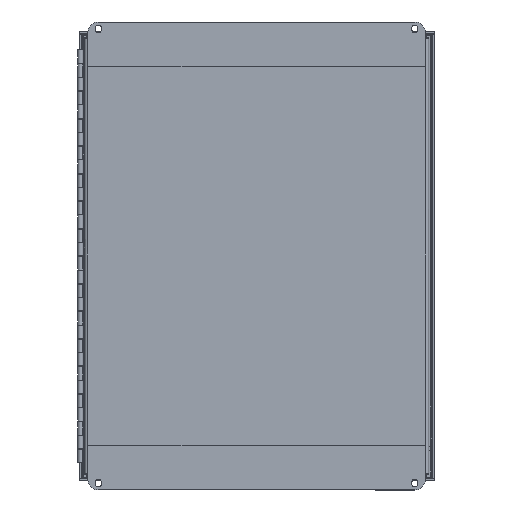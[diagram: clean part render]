
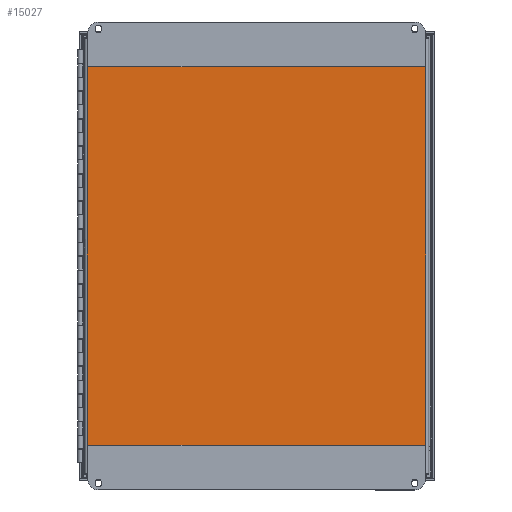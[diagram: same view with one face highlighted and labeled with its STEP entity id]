
A CAD part, top view. The second image highlights one B-rep face of the part: STEP entity #15027.
In plain terms, the highlighted face is planar.
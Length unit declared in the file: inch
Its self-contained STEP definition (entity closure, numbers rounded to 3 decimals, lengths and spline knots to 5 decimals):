
#1623=FACE_OUTER_BOUND('',#2454,.T.);
#2454=EDGE_LOOP('',(#11961,#11962,#11963,#11964));
#3949=LINE('',#23501,#5463);
#3954=LINE('',#23580,#5468);
#3959=LINE('',#23659,#5473);
#3964=LINE('',#23737,#5478);
#5463=VECTOR('',#18926,12.2895);
#5468=VECTOR('',#18937,15.7895);
#5473=VECTOR('',#18950,15.7895);
#5478=VECTOR('',#18963,12.2895);
#6762=VERTEX_POINT('',#23492);
#6763=VERTEX_POINT('',#23500);
#6766=VERTEX_POINT('',#23579);
#6768=VERTEX_POINT('',#23651);
#8573=EDGE_CURVE('',#6763,#6762,#3949,.T.);
#8582=EDGE_CURVE('',#6766,#6763,#3954,.T.);
#8591=EDGE_CURVE('',#6762,#6768,#3959,.T.);
#8600=EDGE_CURVE('',#6768,#6766,#3964,.T.);
#11961=ORIENTED_EDGE('',*,*,#8573,.T.);
#11962=ORIENTED_EDGE('',*,*,#8591,.T.);
#11963=ORIENTED_EDGE('',*,*,#8600,.T.);
#11964=ORIENTED_EDGE('',*,*,#8582,.T.);
#13768=PLANE('',#16002);
#15027=ADVANCED_FACE('',(#1623),#13768,.F.);
#16002=AXIS2_PLACEMENT_3D('',#23804,#18972,#18973);
#18926=DIRECTION('',(-1.,0.,0.));
#18937=DIRECTION('',(0.,-1.,0.));
#18950=DIRECTION('',(0.,1.,0.));
#18963=DIRECTION('',(1.,0.,0.));
#18972=DIRECTION('center_axis',(0.,0.,1.));
#18973=DIRECTION('ref_axis',(1.,0.,0.));
#23492=CARTESIAN_POINT('',(0.10525,0.10525,0.));
#23500=CARTESIAN_POINT('',(12.39475,0.10525,0.));
#23501=CARTESIAN_POINT('',(9.32238,0.10525,0.));
#23579=CARTESIAN_POINT('',(12.39475,15.89475,0.));
#23580=CARTESIAN_POINT('',(12.39475,11.94738,0.));
#23651=CARTESIAN_POINT('',(0.10525,15.89475,0.));
#23659=CARTESIAN_POINT('',(0.10525,4.05263,0.));
#23737=CARTESIAN_POINT('',(3.17762,15.89475,0.));
#23804=CARTESIAN_POINT('Origin',(6.25,8.,0.));
